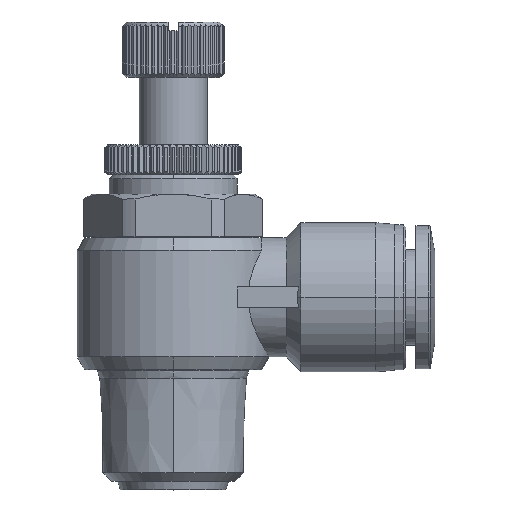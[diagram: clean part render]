
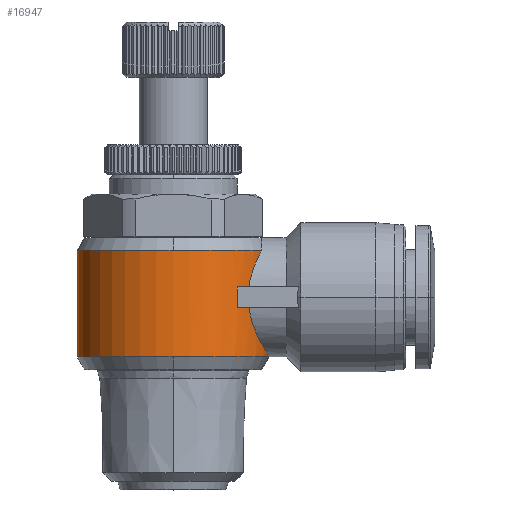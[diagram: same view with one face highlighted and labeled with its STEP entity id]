
A CAD part, top view. The second image highlights one B-rep face of the part: STEP entity #16947.
In plain terms, the highlighted cylindrical face has radius 11.25 mm (diameter 22.5 mm), a partial arc.
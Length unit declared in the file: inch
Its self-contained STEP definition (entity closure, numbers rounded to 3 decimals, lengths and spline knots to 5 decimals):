
#125 = CARTESIAN_POINT ( 'NONE',  ( 0.42883, 0.63739, 0.11191 ) ) ;
#154 = CARTESIAN_POINT ( 'NONE',  ( 0.43394, 0.62884, 0.08907 ) ) ;
#252 = CARTESIAN_POINT ( 'NONE',  ( 0.43548, 0.62628, 0.08122 ) ) ;
#442 = EDGE_CURVE ( 'NONE', #26192, #14953, #14781, .T. ) ;
#523 = CARTESIAN_POINT ( 'NONE',  ( 0.43925, 0.62009, 0.05739 ) ) ;
#549 = CARTESIAN_POINT ( 'NONE',  ( 0.44291, 0.61417, 0. ) ) ;
#638 = CARTESIAN_POINT ( 'NONE',  ( 0.43813, 0.62192, 0.06538 ) ) ;
#699 = CARTESIAN_POINT ( 'NONE',  ( 0.44291, 0.61417, 0.01675 ) ) ;
#876 = FACE_OUTER_BOUND ( 'NONE', #19959, .T. ) ;
#921 = CARTESIAN_POINT ( 'NONE',  ( 0.35575, 0.97079, 0.26395 ) ) ;
#1938 = ORIENTED_EDGE ( 'NONE', *, *, #6908, .T. ) ;
#2034 = CARTESIAN_POINT ( 'NONE',  ( 0.3556, 0.81045, 0.26406 ) ) ;
#2446 = AXIS2_PLACEMENT_3D ( 'NONE', #23121, #10699, #25131 ) ;
#2515 = CARTESIAN_POINT ( 'NONE',  ( -0.44291, 0.86024, 0. ) ) ;
#3043 = CARTESIAN_POINT ( 'NONE',  ( 0.36445, 1.00224, 0.25173 ) ) ;
#3176 = DIRECTION ( 'NONE',  ( 0., 1., 0. ) ) ;
#3514 = CIRCLE ( 'NONE', #12004, 0.44291 ) ;
#3870 = CARTESIAN_POINT ( 'NONE',  ( 0.44197, 0.61569, 0.03319 ) ) ;
#3941 = ORIENTED_EDGE ( 'NONE', *, *, #8597, .F. ) ;
#3968 = CARTESIAN_POINT ( 'NONE',  ( 0.35744, 0.80263, 0.26158 ) ) ;
#4319 = DIRECTION ( 'NONE',  ( 0., -1., 0. ) ) ;
#5009 = EDGE_CURVE ( 'NONE', #13068, #24024, #3514, .T. ) ;
#5153 = CARTESIAN_POINT ( 'NONE',  ( 0.37205, 1.02483, 0.24037 ) ) ;
#5273 = ORIENTED_EDGE ( 'NONE', *, *, #13035, .T. ) ;
#5275 = CARTESIAN_POINT ( 'NONE',  ( 0.29682, 0.86024, 0.32874 ) ) ;
#5331 = EDGE_CURVE ( 'NONE', #24995, #13097, #9356, .T. ) ;
#5347 = EDGE_CURVE ( 'NONE', #13097, #26192, #14290, .T. ) ;
#5502 = VERTEX_POINT ( 'NONE', #6673 ) ;
#5578 = CARTESIAN_POINT ( 'NONE',  ( 0.36807, 0.76561, 0.24654 ) ) ;
#5603 = CARTESIAN_POINT ( 'NONE',  ( 0.29682, 0.93701, 0.32874 ) ) ;
#5745 = DIRECTION ( 'NONE',  ( 0., 1., 0. ) ) ;
#5893 = AXIS2_PLACEMENT_3D ( 'NONE', #16870, #4319, #18956 ) ;
#5932 = CIRCLE ( 'NONE', #2446, 0.44291 ) ;
#6472 = ORIENTED_EDGE ( 'NONE', *, *, #21281, .T. ) ;
#6582 = ORIENTED_EDGE ( 'NONE', *, *, #442, .T. ) ;
#6673 = CARTESIAN_POINT ( 'NONE',  ( -0.44291, 1.1063, 0. ) ) ;
#6908 = EDGE_CURVE ( 'NONE', #15955, #5502, #5932, .T. ) ;
#6986 = VECTOR ( 'NONE', #17257, 39.37008 ) ;
#7177 = CARTESIAN_POINT ( 'NONE',  ( 0.29682, 0.84252, 0.32874 ) ) ;
#7269 = CARTESIAN_POINT ( 'NONE',  ( 0.38593, 1.05959, 0.21767 ) ) ;
#7580 = CARTESIAN_POINT ( 'NONE',  ( 0.39449, 0.70131, 0.2017 ) ) ;
#7721 = DIRECTION ( 'NONE',  ( 0., -1., 0. ) ) ;
#8597 = EDGE_CURVE ( 'NONE', #24995, #5502, #23557, .T. ) ;
#9356 = CIRCLE ( 'NONE', #13778, 0.44291 ) ;
#9362 = CARTESIAN_POINT ( 'NONE',  ( 0.40329, 1.09592, 0.18366 ) ) ;
#9789 = CARTESIAN_POINT ( 'NONE',  ( -0.44291, 0.61417, 0. ) ) ;
#9956 = CARTESIAN_POINT ( 'NONE',  ( 0., 0.61417, 0. ) ) ;
#9957 = CARTESIAN_POINT ( 'NONE',  ( 0.44291, 0.61417, 0. ) ) ;
#10447 = LINE ( 'NONE', #5275, #15387 ) ;
#10699 = DIRECTION ( 'NONE',  ( 0., -1., 0. ) ) ;
#11071 = AXIS2_PLACEMENT_3D ( 'NONE', #21169, #23221, #19205 ) ;
#11365 = CARTESIAN_POINT ( 'NONE',  ( 0.35227, 0.95431, 0.2685 ) ) ;
#11576 = AXIS2_PLACEMENT_3D ( 'NONE', #20217, #7721, #22255 ) ;
#11844 = EDGE_CURVE ( 'NONE', #16074, #13068, #10447, .T. ) ;
#12004 = AXIS2_PLACEMENT_3D ( 'NONE', #18346, #18260, #18177 ) ;
#12050 = CARTESIAN_POINT ( 'NONE',  ( 0.34993, 0.84252, 0.27151 ) ) ;
#12058 = DIRECTION ( 'NONE',  ( -1., 0., 0. ) ) ;
#12098 = CARTESIAN_POINT ( 'NONE',  ( 0., 0.61417, 0.44291 ) ) ;
#12261 = CARTESIAN_POINT ( 'NONE',  ( 0.35241, 0.82629, 0.26831 ) ) ;
#13035 = EDGE_CURVE ( 'NONE', #14953, #16074, #19702, .T. ) ;
#13068 = VERTEX_POINT ( 'NONE', #5603 ) ;
#13097 = VERTEX_POINT ( 'NONE', #12098 ) ;
#13499 = CARTESIAN_POINT ( 'NONE',  ( 0.36342, 0.77991, 0.25327 ) ) ;
#13698 = CARTESIAN_POINT ( 'NONE',  ( 0.34993, 0.93701, 0.27151 ) ) ;
#13778 = AXIS2_PLACEMENT_3D ( 'NONE', #18297, #5745, #20350 ) ;
#13885 = ORIENTED_EDGE ( 'NONE', *, *, #5009, .T. ) ;
#14290 = CIRCLE ( 'NONE', #15228, 0.44291 ) ;
#14727 = B_SPLINE_CURVE_WITH_KNOTS ( 'NONE', 3,
 ( #25778, #11365, #921, #15613, #3043, #17712, #5153, #19766, #7269, #21799, #9362, #23854 ),
 .UNSPECIFIED., .F., .F.,
 ( 4, 2, 2, 2, 2, 4 ),
 ( 0., 0.00133, 0.00199, 0.00265, 0.00398, 0.00531 ),
 .UNSPECIFIED. ) ;
#14781 = B_SPLINE_CURVE_WITH_KNOTS ( 'NONE', 3,
 ( #549, #699, #3870, #523, #638, #252, #154, #125, #26253, #26158, #25380, #25091, #7580, #23527, #22626, #5578, #13499, #3968, #2034, #12261, #19747, #12050 ),
 .UNSPECIFIED., .F., .F.,
 ( 4, 2, 2, 2, 2, 2, 2, 2, 2, 2, 4 ),
 ( 0., 0.00126, 0.00188, 0.00251, 0.00377, 0.00503, 0.00628, 0.00754, 0.0088, 0.00942, 0.01005 ),
 .UNSPECIFIED. ) ;
#14953 = VERTEX_POINT ( 'NONE', #18461 ) ;
#15228 = AXIS2_PLACEMENT_3D ( 'NONE', #9956, #24418, #12058 ) ;
#15387 = VECTOR ( 'NONE', #3176, 39.37008 ) ;
#15613 = CARTESIAN_POINT ( 'NONE',  ( 0.36213, 0.99451, 0.25505 ) ) ;
#15842 = CARTESIAN_POINT ( 'NONE',  ( 0., 1.1063, 0.44291 ) ) ;
#15955 = VERTEX_POINT ( 'NONE', #15842 ) ;
#16074 = VERTEX_POINT ( 'NONE', #7177 ) ;
#16870 = CARTESIAN_POINT ( 'NONE',  ( 0., 1.1063, 0. ) ) ;
#16947 = ADVANCED_FACE ( 'NONE', ( #876 ), #19856, .T. ) ;
#17257 = DIRECTION ( 'NONE',  ( 0., 1., 0. ) ) ;
#17635 = VERTEX_POINT ( 'NONE', #23543 ) ;
#17712 = CARTESIAN_POINT ( 'NONE',  ( 0.3694, 1.01739, 0.2444 ) ) ;
#17725 = EDGE_CURVE ( 'NONE', #24024, #17635, #14727, .T. ) ;
#18177 = DIRECTION ( 'NONE',  ( -1., 0., 0. ) ) ;
#18260 = DIRECTION ( 'NONE',  ( 0., 1., 0. ) ) ;
#18297 = CARTESIAN_POINT ( 'NONE',  ( 0., 0.61417, 0. ) ) ;
#18346 = CARTESIAN_POINT ( 'NONE',  ( 0., 0.93701, 0. ) ) ;
#18461 = CARTESIAN_POINT ( 'NONE',  ( 0.34993, 0.84252, 0.27151 ) ) ;
#18956 = DIRECTION ( 'NONE',  ( -1., 0., 0. ) ) ;
#19205 = DIRECTION ( 'NONE',  ( -1., 0., 0. ) ) ;
#19383 = ORIENTED_EDGE ( 'NONE', *, *, #5347, .T. ) ;
#19702 = CIRCLE ( 'NONE', #11576, 0.44291 ) ;
#19747 = CARTESIAN_POINT ( 'NONE',  ( 0.35104, 0.83434, 0.27009 ) ) ;
#19766 = CARTESIAN_POINT ( 'NONE',  ( 0.38019, 1.04629, 0.22744 ) ) ;
#19856 = CYLINDRICAL_SURFACE ( 'NONE', #11071, 0.44291 ) ;
#19959 = EDGE_LOOP ( 'NONE', ( #3941, #22117, #19383, #6582, #5273, #23914, #13885, #21650, #6472, #1938 ) ) ;
#20217 = CARTESIAN_POINT ( 'NONE',  ( 0., 0.84252, 0. ) ) ;
#20350 = DIRECTION ( 'NONE',  ( -1., 0., 0. ) ) ;
#21169 = CARTESIAN_POINT ( 'NONE',  ( 0., 0.86024, 0. ) ) ;
#21281 = EDGE_CURVE ( 'NONE', #17635, #15955, #21624, .T. ) ;
#21624 = CIRCLE ( 'NONE', #5893, 0.44291 ) ;
#21650 = ORIENTED_EDGE ( 'NONE', *, *, #17725, .T. ) ;
#21799 = CARTESIAN_POINT ( 'NONE',  ( 0.39747, 1.08439, 0.19582 ) ) ;
#22117 = ORIENTED_EDGE ( 'NONE', *, *, #5331, .T. ) ;
#22255 = DIRECTION ( 'NONE',  ( -1., 0., 0. ) ) ;
#22626 = CARTESIAN_POINT ( 'NONE',  ( 0.37811, 0.73843, 0.23086 ) ) ;
#23121 = CARTESIAN_POINT ( 'NONE',  ( 0., 1.1063, 0. ) ) ;
#23221 = DIRECTION ( 'NONE',  ( 0., 1., 0. ) ) ;
#23527 = CARTESIAN_POINT ( 'NONE',  ( 0.38354, 0.72547, 0.22182 ) ) ;
#23543 = CARTESIAN_POINT ( 'NONE',  ( 0.40879, 1.1063, 0.17048 ) ) ;
#23557 = LINE ( 'NONE', #2515, #6986 ) ;
#23854 = CARTESIAN_POINT ( 'NONE',  ( 0.40879, 1.1063, 0.17048 ) ) ;
#23914 = ORIENTED_EDGE ( 'NONE', *, *, #11844, .T. ) ;
#24024 = VERTEX_POINT ( 'NONE', #13698 ) ;
#24418 = DIRECTION ( 'NONE',  ( 0., 1., 0. ) ) ;
#24995 = VERTEX_POINT ( 'NONE', #9789 ) ;
#25091 = CARTESIAN_POINT ( 'NONE',  ( 0.39996, 0.69021, 0.19072 ) ) ;
#25131 = DIRECTION ( 'NONE',  ( -1., 0., 0. ) ) ;
#25380 = CARTESIAN_POINT ( 'NONE',  ( 0.41049, 0.66986, 0.16684 ) ) ;
#25778 = CARTESIAN_POINT ( 'NONE',  ( 0.34993, 0.93701, 0.27151 ) ) ;
#26158 = CARTESIAN_POINT ( 'NONE',  ( 0.4156, 0.66054, 0.15381 ) ) ;
#26192 = VERTEX_POINT ( 'NONE', #9957 ) ;
#26253 = CARTESIAN_POINT ( 'NONE',  ( 0.42476, 0.64433, 0.12635 ) ) ;
